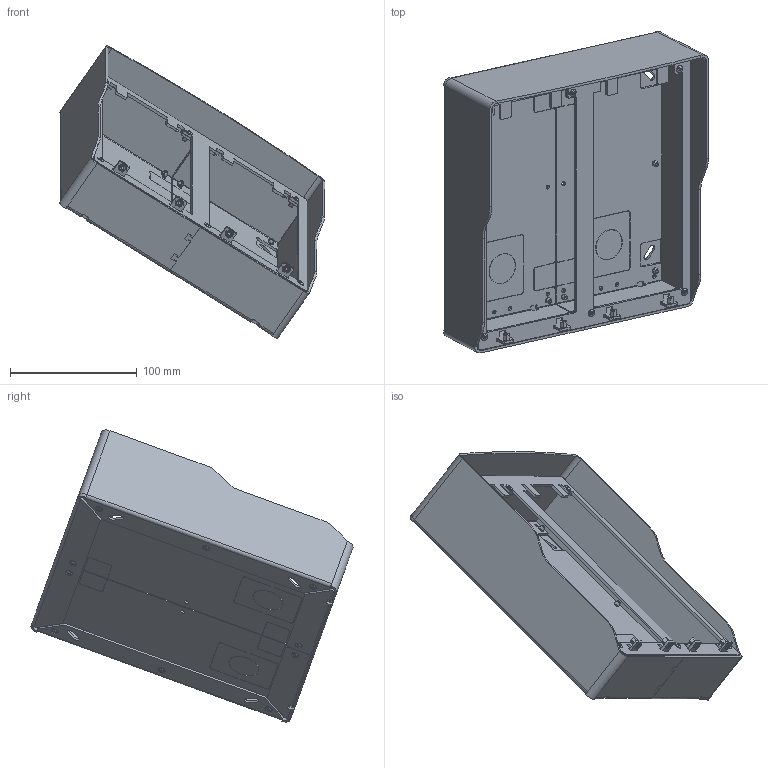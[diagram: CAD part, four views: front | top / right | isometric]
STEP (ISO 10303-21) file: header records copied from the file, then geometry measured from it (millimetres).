
FILE_DESCRIPTION(('CATIA V5 STEP Exchange'),'2;1');
FILE_NAME('VI-2BOX4.stp','2024-03-21T08:59:46+00:00',('none'),('none'),'CATIA Version 5-6 Release 2016 SP6','CATIA V5 STEP AP203','none');
FILE_SCHEMA(('CONFIG_CONTROL_DESIGN'));
Length unit declared in the file: millimetre
Products named in the file (1): VI-2BOX4
Assembly tree (2 placements, depth 2):
  VI-2BOX4
    #57
    #101
Bounding box: 209.53 x 254.62 x 230.88 mm (x, y, z)
Volume: 260921.2 mm3; surface area: 279583.5 mm2
Topology: 24 solids, 24 shells, 1170 faces, 3098 edges, 2022 vertices
Faces by surface type: plane 595, cylinder 475, cone 32, torus 32, sphere 32, extrusion 4
Entity records: 33163 total; most frequent: ORIENTED_EDGE 6192, CARTESIAN_POINT 5830, DIRECTION 4430, EDGE_CURVE 3096, VERTEX_POINT 2018, VECTOR 1978, LINE 1974, AXIS2_PLACEMENT_3D 1786
